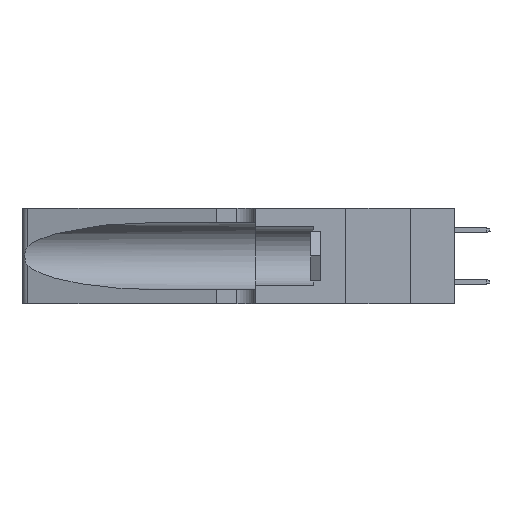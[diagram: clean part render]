
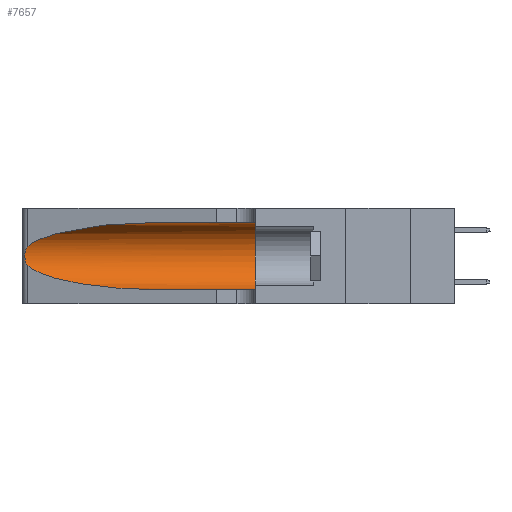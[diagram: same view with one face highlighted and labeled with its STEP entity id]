
A CAD part, left-side view. The second image highlights one B-rep face of the part: STEP entity #7657.
In plain terms, the highlighted cylindrical face has radius 3.308 mm (diameter 6.617 mm), a partial arc.
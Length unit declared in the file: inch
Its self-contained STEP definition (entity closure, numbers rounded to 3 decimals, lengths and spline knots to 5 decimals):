
#46 =( BOUNDED_CURVE ( )  B_SPLINE_CURVE ( 3, ( #23703, #41584, #45393, #9649 ),
 .UNSPECIFIED., .F., .T. ) 
 B_SPLINE_CURVE_WITH_KNOTS ( ( 4, 4 ),
 ( 1.5708, 2.84003 ),
 .UNSPECIFIED. ) 
 CURVE ( )  GEOMETRIC_REPRESENTATION_ITEM ( )  RATIONAL_B_SPLINE_CURVE ( ( 1., 0.87, 0.87, 1. ) ) 
 REPRESENTATION_ITEM ( '' )  );
#1702 = ORIENTED_EDGE ( 'NONE', *, *, #24480, .F. ) ;
#1796 = CARTESIAN_POINT ( 'NONE',  ( 0.25487, 1.22718, 0.14631 ) ) ;
#2107 = VECTOR ( 'NONE', #2906, 39.37008 ) ;
#2469 = VERTEX_POINT ( 'NONE', #39146 ) ;
#2504 = CARTESIAN_POINT ( 'NONE',  ( 0.18966, 0.96281, 0.05475 ) ) ;
#2904 = CARTESIAN_POINT ( 'NONE',  ( 0.25854, 1.2359, 0.20912 ) ) ;
#2906 = DIRECTION ( 'NONE',  ( 0., -1., 0. ) ) ;
#4085 = CARTESIAN_POINT ( 'NONE',  ( 0.25639, 1.23186, 0.15144 ) ) ;
#4417 = CARTESIAN_POINT ( 'NONE',  ( 0.1305, 0.35, 0.05475 ) ) ;
#5647 = EDGE_CURVE ( 'NONE', #2469, #15739, #24709, .T. ) ;
#6354 = AXIS2_PLACEMENT_3D ( 'NONE', #40102, #36566, #17746 ) ;
#6471 = CARTESIAN_POINT ( 'NONE',  ( 0.1305, 1.61858, 0.05475 ) ) ;
#7657 = ADVANCED_FACE ( 'NONE', ( #32026 ), #10578, .F. ) ;
#8258 = EDGE_LOOP ( 'NONE', ( #19999, #14990, #27019, #10311, #1702, #21883 ) ) ;
#9649 = CARTESIAN_POINT ( 'NONE',  ( 0.25487, 1.22718, 0.22369 ) ) ;
#9814 = VERTEX_POINT ( 'NONE', #25581 ) ;
#10002 = VECTOR ( 'NONE', #34682, 39.37008 ) ;
#10311 = ORIENTED_EDGE ( 'NONE', *, *, #32094, .T. ) ;
#10525 = CARTESIAN_POINT ( 'NONE',  ( 0.26075, 1.23896, 0.178 ) ) ;
#10578 = CYLINDRICAL_SURFACE ( 'NONE', #6354, 0.13025 ) ;
#10595 = CARTESIAN_POINT ( 'NONE',  ( 0.2373, 1.15595, 0.08982 ) ) ;
#11694 = CARTESIAN_POINT ( 'NONE',  ( 0.25555, 1.22993, 0.14849 ) ) ;
#13550 = EDGE_CURVE ( 'NONE', #15739, #9814, #25956, .T. ) ;
#13609 = CARTESIAN_POINT ( 'NONE',  ( 0.25787, 1.23484, 0.2124 ) ) ;
#14990 = ORIENTED_EDGE ( 'NONE', *, *, #5647, .T. ) ;
#15024 = CARTESIAN_POINT ( 'NONE',  ( 0.25487, 1.22718, 0.14631 ) ) ;
#15739 = VERTEX_POINT ( 'NONE', #1796 ) ;
#17445 = CARTESIAN_POINT ( 'NONE',  ( 0.26018, 1.23835, 0.19895 ) ) ;
#17746 = DIRECTION ( 'NONE',  ( 0., 0., -1. ) ) ;
#18498 = DIRECTION ( 'NONE',  ( 0., 0., 1. ) ) ;
#18958 = CARTESIAN_POINT ( 'NONE',  ( 0.1305, 0.35, 0.185 ) ) ;
#19188 = CIRCLE ( 'NONE', #42772, 0.13025 ) ;
#19921 = LINE ( 'NONE', #37796, #10002 ) ;
#19999 = ORIENTED_EDGE ( 'NONE', *, *, #42027, .T. ) ;
#21487 = CARTESIAN_POINT ( 'NONE',  ( 0.26017, 1.23833, 0.17102 ) ) ;
#21883 = ORIENTED_EDGE ( 'NONE', *, *, #40737, .F. ) ;
#23703 = CARTESIAN_POINT ( 'NONE',  ( 0.1305, 0.72297, 0.31525 ) ) ;
#24108 = CARTESIAN_POINT ( 'NONE',  ( 0.25639, 1.23184, 0.21858 ) ) ;
#24178 = CARTESIAN_POINT ( 'NONE',  ( 0.1305, 0.72297, 0.05475 ) ) ;
#24480 = EDGE_CURVE ( 'NONE', #28958, #43359, #19188, .T. ) ;
#24709 = B_SPLINE_CURVE_WITH_KNOTS ( 'NONE', 3,
 ( #28180, #46260, #24108, #13609, #2904, #17445, #42928, #10525, #21487, #44330, #36754, #4085, #11694, #15024 ),
 .UNSPECIFIED., .F., .F.,
 ( 4, 2, 2, 2, 2, 2, 4 ),
 ( 0., 0.00027, 0.00053, 0.00107, 0.0016, 0.00187, 0.00214 ),
 .UNSPECIFIED. ) ;
#25581 = CARTESIAN_POINT ( 'NONE',  ( 0.1305, 0.72297, 0.05475 ) ) ;
#25832 = CARTESIAN_POINT ( 'NONE',  ( 0.1305, 0.72297, 0.31525 ) ) ;
#25956 =( BOUNDED_CURVE ( )  B_SPLINE_CURVE ( 3, ( #28012, #10595, #2504, #24178 ),
 .UNSPECIFIED., .F., .T. ) 
 B_SPLINE_CURVE_WITH_KNOTS ( ( 4, 4 ),
 ( 3.44316, 4.71239 ),
 .UNSPECIFIED. ) 
 CURVE ( )  GEOMETRIC_REPRESENTATION_ITEM ( )  RATIONAL_B_SPLINE_CURVE ( ( 1., 0.87, 0.87, 1. ) ) 
 REPRESENTATION_ITEM ( '' )  );
#27019 = ORIENTED_EDGE ( 'NONE', *, *, #13550, .T. ) ;
#28012 = CARTESIAN_POINT ( 'NONE',  ( 0.25487, 1.22718, 0.14631 ) ) ;
#28180 = CARTESIAN_POINT ( 'NONE',  ( 0.25487, 1.22718, 0.22369 ) ) ;
#28958 = VERTEX_POINT ( 'NONE', #39327 ) ;
#30279 = VERTEX_POINT ( 'NONE', #25832 ) ;
#32026 = FACE_OUTER_BOUND ( 'NONE', #8258, .T. ) ;
#32094 = EDGE_CURVE ( 'NONE', #9814, #43359, #46495, .T. ) ;
#34682 = DIRECTION ( 'NONE',  ( 0., -1., 0. ) ) ;
#36566 = DIRECTION ( 'NONE',  ( 0., -1., 0. ) ) ;
#36754 = CARTESIAN_POINT ( 'NONE',  ( 0.25789, 1.23486, 0.15765 ) ) ;
#37796 = CARTESIAN_POINT ( 'NONE',  ( 0.1305, 1.61858, 0.31525 ) ) ;
#39146 = CARTESIAN_POINT ( 'NONE',  ( 0.25487, 1.22718, 0.22369 ) ) ;
#39327 = CARTESIAN_POINT ( 'NONE',  ( 0.1305, 0.35, 0.31525 ) ) ;
#40102 = CARTESIAN_POINT ( 'NONE',  ( 0.1305, 1.61858, 0.185 ) ) ;
#40737 = EDGE_CURVE ( 'NONE', #30279, #28958, #19921, .T. ) ;
#40849 = DIRECTION ( 'NONE',  ( 0., 1., 0. ) ) ;
#41584 = CARTESIAN_POINT ( 'NONE',  ( 0.18966, 0.96281, 0.31525 ) ) ;
#42027 = EDGE_CURVE ( 'NONE', #30279, #2469, #46, .T. ) ;
#42772 = AXIS2_PLACEMENT_3D ( 'NONE', #18958, #40849, #18498 ) ;
#42928 = CARTESIAN_POINT ( 'NONE',  ( 0.26075, 1.23896, 0.19203 ) ) ;
#43359 = VERTEX_POINT ( 'NONE', #4417 ) ;
#44330 = CARTESIAN_POINT ( 'NONE',  ( 0.25856, 1.23593, 0.16098 ) ) ;
#45393 = CARTESIAN_POINT ( 'NONE',  ( 0.2373, 1.15595, 0.28018 ) ) ;
#46260 = CARTESIAN_POINT ( 'NONE',  ( 0.25555, 1.22994, 0.2215 ) ) ;
#46495 = LINE ( 'NONE', #6471, #2107 ) ;
